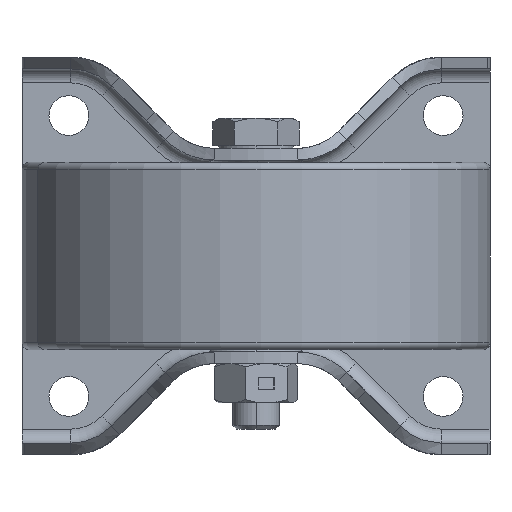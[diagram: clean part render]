
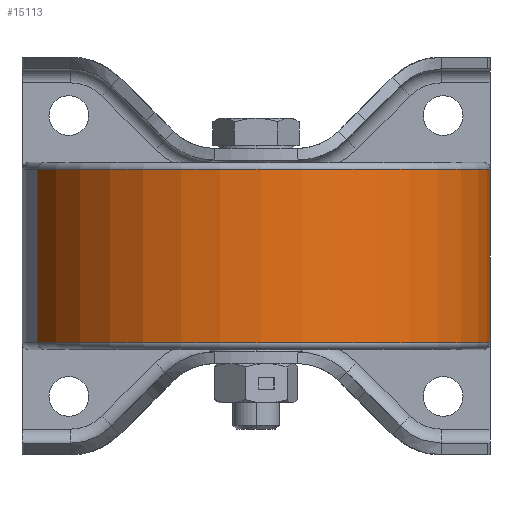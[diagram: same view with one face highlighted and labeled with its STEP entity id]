
A CAD part, front view. The second image highlights one B-rep face of the part: STEP entity #15113.
In plain terms, the highlighted cylindrical face has radius 50 mm (diameter 100 mm), a partial arc.
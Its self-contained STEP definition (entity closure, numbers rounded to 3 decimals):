
#717 = DIRECTION ( 'NONE',  ( 0., 0., -1. ) ) ;
#899 = EDGE_CURVE ( 'NONE', #15905, #5210, #7326, .T. ) ;
#962 = EDGE_CURVE ( 'NONE', #1306, #15905, #11524, .T. ) ;
#1033 = DIRECTION ( 'NONE',  ( 0., 0., -1. ) ) ;
#1306 = VERTEX_POINT ( 'NONE', #14653 ) ;
#1787 = VERTEX_POINT ( 'NONE', #16620 ) ;
#3150 = AXIS2_PLACEMENT_3D ( 'NONE', #6192, #19711, #21525 ) ;
#3270 = EDGE_CURVE ( 'NONE', #5210, #1787, #19056, .T. ) ;
#3350 = VECTOR ( 'NONE', #6596, 1000. ) ;
#3986 = ORIENTED_EDGE ( 'NONE', *, *, #20883, .F. ) ;
#4761 = ORIENTED_EDGE ( 'NONE', *, *, #962, .T. ) ;
#4797 = CARTESIAN_POINT ( 'NONE',  ( -46.602, -100.618, -18.5 ) ) ;
#5195 = ORIENTED_EDGE ( 'NONE', *, *, #899, .T. ) ;
#5210 = VERTEX_POINT ( 'NONE', #4797 ) ;
#6020 = AXIS2_PLACEMENT_3D ( 'NONE', #14267, #717, #15935 ) ;
#6192 = CARTESIAN_POINT ( 'NONE',  ( 0., -82.5, 0. ) ) ;
#6398 = EDGE_LOOP ( 'NONE', ( #3986, #4761, #5195, #21857 ) ) ;
#6596 = DIRECTION ( 'NONE',  ( 0., 0., -1. ) ) ;
#6781 = LINE ( 'NONE', #11841, #3350 ) ;
#7326 = LINE ( 'NONE', #12713, #16007 ) ;
#8025 = AXIS2_PLACEMENT_3D ( 'NONE', #8343, #20045, #16787 ) ;
#8343 = CARTESIAN_POINT ( 'NONE',  ( 0., -82.5, -18.5 ) ) ;
#11524 = CIRCLE ( 'NONE', #6020, 50. ) ;
#11841 = CARTESIAN_POINT ( 'NONE',  ( 46.602, -64.382, 0. ) ) ;
#12169 = CYLINDRICAL_SURFACE ( 'NONE', #3150, 50. ) ;
#12713 = CARTESIAN_POINT ( 'NONE',  ( -46.602, -100.618, 0. ) ) ;
#14267 = CARTESIAN_POINT ( 'NONE',  ( 0., -82.5, 18.5 ) ) ;
#14653 = CARTESIAN_POINT ( 'NONE',  ( 46.602, -64.382, 18.5 ) ) ;
#15113 = ADVANCED_FACE ( 'NONE', ( #17198 ), #12169, .T. ) ;
#15905 = VERTEX_POINT ( 'NONE', #17905 ) ;
#15935 = DIRECTION ( 'NONE',  ( 0.932, 0.362, 0. ) ) ;
#16007 = VECTOR ( 'NONE', #1033, 1000. ) ;
#16620 = CARTESIAN_POINT ( 'NONE',  ( 46.602, -64.382, -18.5 ) ) ;
#16787 = DIRECTION ( 'NONE',  ( -0.932, -0.362, 0. ) ) ;
#17198 = FACE_OUTER_BOUND ( 'NONE', #6398, .T. ) ;
#17905 = CARTESIAN_POINT ( 'NONE',  ( -46.602, -100.618, 18.5 ) ) ;
#19056 = CIRCLE ( 'NONE', #8025, 50. ) ;
#19711 = DIRECTION ( 'NONE',  ( 0., 0., -1. ) ) ;
#20045 = DIRECTION ( 'NONE',  ( 0., 0., 1. ) ) ;
#20883 = EDGE_CURVE ( 'NONE', #1306, #1787, #6781, .T. ) ;
#21525 = DIRECTION ( 'NONE',  ( -0.932, -0.362, 0. ) ) ;
#21857 = ORIENTED_EDGE ( 'NONE', *, *, #3270, .T. ) ;
